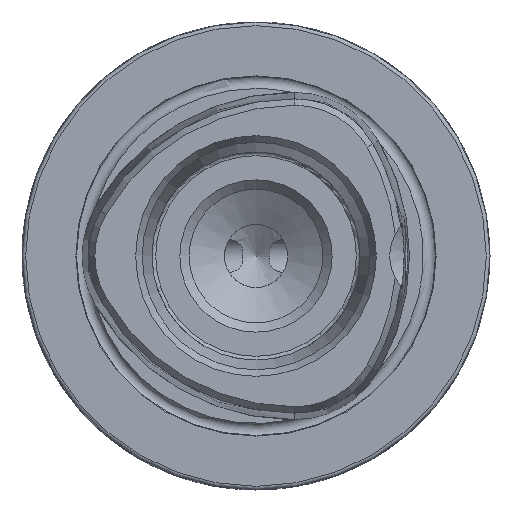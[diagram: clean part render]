
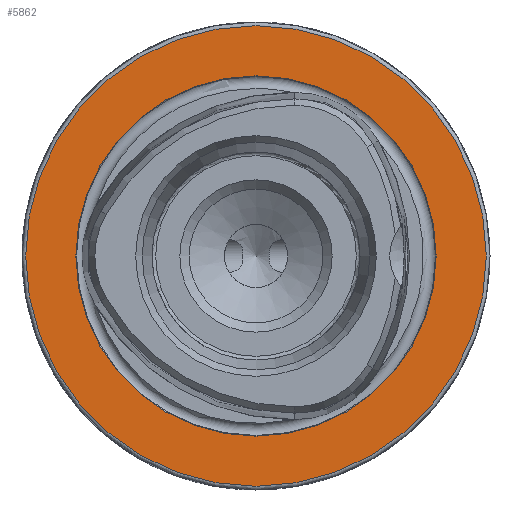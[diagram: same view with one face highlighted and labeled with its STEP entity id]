
A CAD part, left-side view. The second image highlights one B-rep face of the part: STEP entity #5862.
In plain terms, the highlighted planar face has unit normal (-1, 0, 0).
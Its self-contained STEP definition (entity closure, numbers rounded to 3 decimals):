
#601 = DIRECTION ( 'NONE',  ( -1., 0., 0. ) ) ;
#654 = EDGE_LOOP ( 'NONE', ( #7436 ) ) ;
#1062 = ORIENTED_EDGE ( 'NONE', *, *, #5611, .F. ) ;
#1372 = CARTESIAN_POINT ( 'NONE',  ( 0., 0., 0. ) ) ;
#1635 = CIRCLE ( 'NONE', #4566, 31. ) ;
#2417 = VERTEX_POINT ( 'NONE', #8545 ) ;
#2473 = PLANE ( 'NONE',  #5328 ) ;
#3196 = CARTESIAN_POINT ( 'NONE',  ( 0., 24.25, 0. ) ) ;
#3776 = AXIS2_PLACEMENT_3D ( 'NONE', #1372, #4351, #6623 ) ;
#3904 = CIRCLE ( 'NONE', #3776, 24.25 ) ;
#4351 = DIRECTION ( 'NONE',  ( -1., 0., 0. ) ) ;
#4566 = AXIS2_PLACEMENT_3D ( 'NONE', #8887, #601, #5853 ) ;
#5233 = VERTEX_POINT ( 'NONE', #8483 ) ;
#5328 = AXIS2_PLACEMENT_3D ( 'NONE', #3196, #6955, #6993 ) ;
#5611 = EDGE_CURVE ( 'NONE', #5233, #5233, #3904, .T. ) ;
#5660 = EDGE_CURVE ( 'NONE', #2417, #2417, #1635, .T. ) ;
#5853 = DIRECTION ( 'NONE',  ( 0., 0., 1. ) ) ;
#5862 = ADVANCED_FACE ( 'NONE', ( #7616, #9036 ), #2473, .F. ) ;
#6623 = DIRECTION ( 'NONE',  ( 0., 0., 1. ) ) ;
#6955 = DIRECTION ( 'NONE',  ( 1., 0., 0. ) ) ;
#6993 = DIRECTION ( 'NONE',  ( 0., 0., -1. ) ) ;
#7436 = ORIENTED_EDGE ( 'NONE', *, *, #5660, .T. ) ;
#7539 = EDGE_LOOP ( 'NONE', ( #1062 ) ) ;
#7616 = FACE_BOUND ( 'NONE', #7539, .T. ) ;
#8483 = CARTESIAN_POINT ( 'NONE',  ( 0., 0., 24.25 ) ) ;
#8545 = CARTESIAN_POINT ( 'NONE',  ( 0., 0., 31. ) ) ;
#8887 = CARTESIAN_POINT ( 'NONE',  ( 0., 0., 0. ) ) ;
#9036 = FACE_OUTER_BOUND ( 'NONE', #654, .T. ) ;
